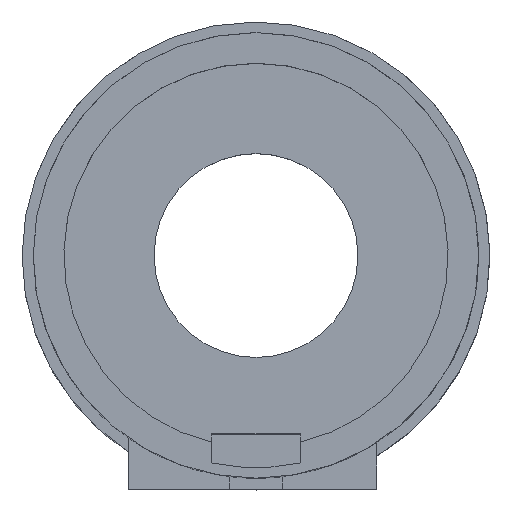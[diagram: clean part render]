
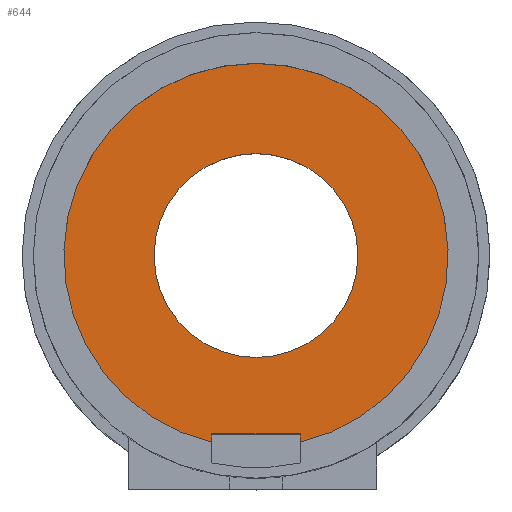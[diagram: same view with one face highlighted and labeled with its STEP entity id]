
A CAD part, top view. The second image highlights one B-rep face of the part: STEP entity #644.
In plain terms, the highlighted planar face has unit normal (0, 0, 1).
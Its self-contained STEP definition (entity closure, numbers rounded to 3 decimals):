
#22=FACE_BOUND('',#107,.T.);
#38=PLANE('',#698);
#68=FACE_OUTER_BOUND('',#106,.T.);
#106=EDGE_LOOP('',(#517,#518,#519,#520));
#107=EDGE_LOOP('',(#521));
#165=LINE('',#1034,#227);
#166=LINE('',#1036,#228);
#167=LINE('',#1037,#229);
#227=VECTOR('',#841,10.);
#228=VECTOR('',#842,10.);
#229=VECTOR('',#843,10.);
#248=CIRCLE('',#663,17.25);
#265=CIRCLE('',#699,9.15);
#275=VERTEX_POINT('',#914);
#276=VERTEX_POINT('',#915);
#317=VERTEX_POINT('',#1033);
#318=VERTEX_POINT('',#1035);
#319=VERTEX_POINT('',#1038);
#336=EDGE_CURVE('',#275,#276,#248,.T.);
#394=EDGE_CURVE('',#317,#276,#165,.T.);
#395=EDGE_CURVE('',#318,#317,#166,.T.);
#396=EDGE_CURVE('',#275,#318,#167,.T.);
#397=EDGE_CURVE('',#319,#319,#265,.T.);
#517=ORIENTED_EDGE('',*,*,#336,.T.);
#518=ORIENTED_EDGE('',*,*,#394,.F.);
#519=ORIENTED_EDGE('',*,*,#395,.F.);
#520=ORIENTED_EDGE('',*,*,#396,.F.);
#521=ORIENTED_EDGE('',*,*,#397,.F.);
#644=ADVANCED_FACE('',(#68,#22),#38,.T.);
#663=AXIS2_PLACEMENT_3D('',#916,#728,#729);
#698=AXIS2_PLACEMENT_3D('',#1032,#839,#840);
#699=AXIS2_PLACEMENT_3D('',#1039,#844,#845);
#728=DIRECTION('center_axis',(0.,0.,1.));
#729=DIRECTION('ref_axis',(-1.,0.,0.));
#839=DIRECTION('center_axis',(0.,0.,1.));
#840=DIRECTION('ref_axis',(1.,0.,0.));
#841=DIRECTION('',(0.,-1.,0.));
#842=DIRECTION('',(-1.,0.,0.));
#843=DIRECTION('',(0.,1.,0.));
#844=DIRECTION('center_axis',(0.,0.,1.));
#845=DIRECTION('ref_axis',(1.,0.,0.));
#914=CARTESIAN_POINT('',(3.995,-16.781,2.));
#915=CARTESIAN_POINT('',(-3.995,-16.781,2.));
#916=CARTESIAN_POINT('Origin',(0.,0.,2.));
#1032=CARTESIAN_POINT('Origin',(0.,0.,2.));
#1033=CARTESIAN_POINT('',(-3.995,-16.,2.));
#1034=CARTESIAN_POINT('',(-3.995,-21.,2.));
#1035=CARTESIAN_POINT('',(3.995,-16.,2.));
#1036=CARTESIAN_POINT('',(0.,-16.,2.));
#1037=CARTESIAN_POINT('',(3.995,-21.,2.));
#1038=CARTESIAN_POINT('',(-9.15,0.,2.));
#1039=CARTESIAN_POINT('Origin',(0.,0.,2.));
